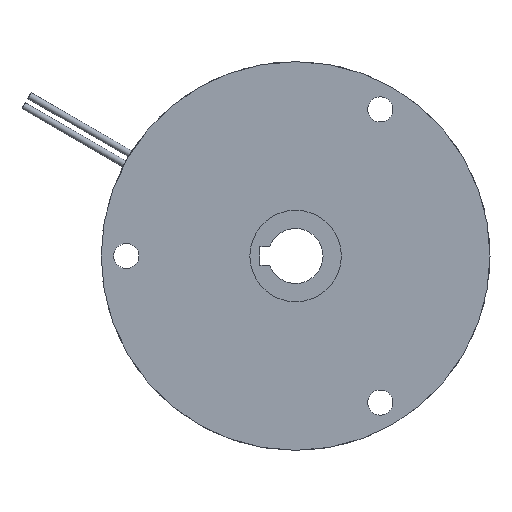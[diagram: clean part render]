
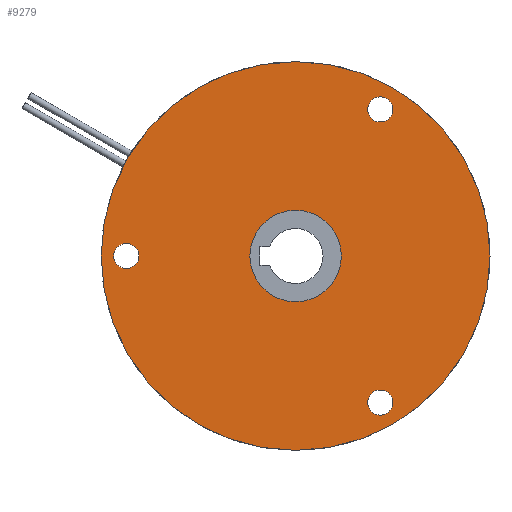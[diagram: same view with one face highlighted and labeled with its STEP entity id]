
A CAD part, left-side view. The second image highlights one B-rep face of the part: STEP entity #9279.
In plain terms, the highlighted planar face has unit normal (-1, 0, 0).
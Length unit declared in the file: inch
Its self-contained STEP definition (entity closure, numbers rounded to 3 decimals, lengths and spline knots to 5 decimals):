
#263 = CIRCLE ( 'NONE', #622, 0.10827 ) ;
#457 = DIRECTION ( 'NONE',  ( -1., 0., 0. ) ) ;
#622 = AXIS2_PLACEMENT_3D ( 'NONE', #1113, #14913, #4216 ) ;
#1113 = CARTESIAN_POINT ( 'NONE',  ( 0., -0.72835, -1.26153 ) ) ;
#2009 = CIRCLE ( 'NONE', #6711, 0.10827 ) ;
#2522 = ORIENTED_EDGE ( 'NONE', *, *, #15936, .T. ) ;
#2598 = CIRCLE ( 'NONE', #14969, 0.3937 ) ;
#2687 = VERTEX_POINT ( 'NONE', #7831 ) ;
#2790 = CARTESIAN_POINT ( 'NONE',  ( 0., 0., -1.67323 ) ) ;
#3468 = DIRECTION ( 'NONE',  ( -1., 0., 0. ) ) ;
#4006 = VERTEX_POINT ( 'NONE', #13294 ) ;
#4016 = CARTESIAN_POINT ( 'NONE',  ( 0., -0.72835, 1.15327 ) ) ;
#4216 = DIRECTION ( 'NONE',  ( 0., -0.866, 0.5 ) ) ;
#4349 = ORIENTED_EDGE ( 'NONE', *, *, #14055, .T. ) ;
#4402 = CARTESIAN_POINT ( 'NONE',  ( 0., 0., 0. ) ) ;
#4410 = CARTESIAN_POINT ( 'NONE',  ( 0., -0.72835, 1.26153 ) ) ;
#4435 = DIRECTION ( 'NONE',  ( 1., 0., 0. ) ) ;
#4619 = DIRECTION ( 'NONE',  ( 1., 0., 0. ) ) ;
#4771 = AXIS2_PLACEMENT_3D ( 'NONE', #18636, #3468, #10417 ) ;
#4781 = PLANE ( 'NONE',  #14760 ) ;
#5028 = DIRECTION ( 'NONE',  ( 1., 0., 0. ) ) ;
#5215 = FACE_BOUND ( 'NONE', #10105, .T. ) ;
#5384 = CIRCLE ( 'NONE', #6116, 0.10827 ) ;
#5474 = AXIS2_PLACEMENT_3D ( 'NONE', #13059, #4619, #18072 ) ;
#5656 = EDGE_CURVE ( 'NONE', #2687, #21330, #16042, .T. ) ;
#5727 = EDGE_CURVE ( 'NONE', #7090, #5787, #17859, .T. ) ;
#5787 = VERTEX_POINT ( 'NONE', #2790 ) ;
#5835 = EDGE_CURVE ( 'NONE', #11205, #4006, #16059, .T. ) ;
#6116 = AXIS2_PLACEMENT_3D ( 'NONE', #20050, #4435, #13194 ) ;
#6188 = EDGE_CURVE ( 'NONE', #4006, #11205, #2598, .T. ) ;
#6402 = DIRECTION ( 'NONE',  ( 0., 0., 1. ) ) ;
#6711 = AXIS2_PLACEMENT_3D ( 'NONE', #15508, #5028, #13671 ) ;
#6868 = DIRECTION ( 'NONE',  ( 1., 0., 0. ) ) ;
#7090 = VERTEX_POINT ( 'NONE', #11443 ) ;
#7218 = CARTESIAN_POINT ( 'NONE',  ( 0., 1.45669, 0.10827 ) ) ;
#7298 = CARTESIAN_POINT ( 'NONE',  ( 0., 0., 0.3937 ) ) ;
#7831 = CARTESIAN_POINT ( 'NONE',  ( 0., -0.72835, -1.15327 ) ) ;
#8141 = DIRECTION ( 'NONE',  ( -1., 0., 0. ) ) ;
#8302 = FACE_BOUND ( 'NONE', #14772, .T. ) ;
#8597 = CIRCLE ( 'NONE', #21697, 0.10827 ) ;
#8894 = EDGE_CURVE ( 'NONE', #11144, #17394, #2009, .T. ) ;
#9279 = ADVANCED_FACE ( 'NONE', ( #22217, #5215, #8302, #13646, #11732 ), #4781, .F. ) ;
#9635 = DIRECTION ( 'NONE',  ( 0., 0., 1. ) ) ;
#9643 = DIRECTION ( 'NONE',  ( 1., 0., 0. ) ) ;
#10013 = DIRECTION ( 'NONE',  ( 0., 0., -1. ) ) ;
#10023 = CIRCLE ( 'NONE', #10738, 1.67323 ) ;
#10105 = EDGE_LOOP ( 'NONE', ( #10140, #19943 ) ) ;
#10140 = ORIENTED_EDGE ( 'NONE', *, *, #8894, .T. ) ;
#10242 = DIRECTION ( 'NONE',  ( 1., 0., 0. ) ) ;
#10417 = DIRECTION ( 'NONE',  ( 0., 0., 1. ) ) ;
#10474 = EDGE_CURVE ( 'NONE', #21330, #2687, #263, .T. ) ;
#10559 = EDGE_LOOP ( 'NONE', ( #19879, #22353 ) ) ;
#10738 = AXIS2_PLACEMENT_3D ( 'NONE', #12440, #457, #17799 ) ;
#11144 = VERTEX_POINT ( 'NONE', #4016 ) ;
#11205 = VERTEX_POINT ( 'NONE', #7298 ) ;
#11239 = ORIENTED_EDGE ( 'NONE', *, *, #5727, .T. ) ;
#11443 = CARTESIAN_POINT ( 'NONE',  ( 0., 0., 1.67323 ) ) ;
#11732 = FACE_OUTER_BOUND ( 'NONE', #12227, .T. ) ;
#12005 = CARTESIAN_POINT ( 'NONE',  ( 0., 0., 0. ) ) ;
#12136 = EDGE_CURVE ( 'NONE', #17394, #11144, #19980, .T. ) ;
#12170 = CARTESIAN_POINT ( 'NONE',  ( 0., 1.67323, 0. ) ) ;
#12227 = EDGE_LOOP ( 'NONE', ( #11239, #2522 ) ) ;
#12440 = CARTESIAN_POINT ( 'NONE',  ( 0., 0., 0. ) ) ;
#13059 = CARTESIAN_POINT ( 'NONE',  ( 0., -0.72835, -1.26153 ) ) ;
#13194 = DIRECTION ( 'NONE',  ( 0., 0., -1. ) ) ;
#13294 = CARTESIAN_POINT ( 'NONE',  ( 0., 0., -0.3937 ) ) ;
#13646 = FACE_BOUND ( 'NONE', #16241, .T. ) ;
#13671 = DIRECTION ( 'NONE',  ( 0., 0.866, 0.5 ) ) ;
#13708 = DIRECTION ( 'NONE',  ( 0., 0., -1. ) ) ;
#14034 = ORIENTED_EDGE ( 'NONE', *, *, #5835, .F. ) ;
#14055 = EDGE_CURVE ( 'NONE', #18513, #16999, #8597, .T. ) ;
#14760 = AXIS2_PLACEMENT_3D ( 'NONE', #12170, #10242, #10013 ) ;
#14772 = EDGE_LOOP ( 'NONE', ( #18360, #4349 ) ) ;
#14913 = DIRECTION ( 'NONE',  ( 1., 0., 0. ) ) ;
#14969 = AXIS2_PLACEMENT_3D ( 'NONE', #12005, #20647, #6402 ) ;
#15508 = CARTESIAN_POINT ( 'NONE',  ( 0., -0.72835, 1.26153 ) ) ;
#15936 = EDGE_CURVE ( 'NONE', #5787, #7090, #10023, .T. ) ;
#16042 = CIRCLE ( 'NONE', #5474, 0.10827 ) ;
#16059 = CIRCLE ( 'NONE', #4771, 0.3937 ) ;
#16241 = EDGE_LOOP ( 'NONE', ( #14034, #16940 ) ) ;
#16340 = AXIS2_PLACEMENT_3D ( 'NONE', #4410, #9643, #21841 ) ;
#16940 = ORIENTED_EDGE ( 'NONE', *, *, #6188, .F. ) ;
#16986 = CARTESIAN_POINT ( 'NONE',  ( 0., -0.72835, 1.3698 ) ) ;
#16999 = VERTEX_POINT ( 'NONE', #21915 ) ;
#17394 = VERTEX_POINT ( 'NONE', #16986 ) ;
#17799 = DIRECTION ( 'NONE',  ( 0., 0., 1. ) ) ;
#17830 = EDGE_CURVE ( 'NONE', #16999, #18513, #5384, .T. ) ;
#17859 = CIRCLE ( 'NONE', #18225, 1.67323 ) ;
#18072 = DIRECTION ( 'NONE',  ( 0., -0.866, 0.5 ) ) ;
#18225 = AXIS2_PLACEMENT_3D ( 'NONE', #4402, #8141, #9635 ) ;
#18360 = ORIENTED_EDGE ( 'NONE', *, *, #17830, .T. ) ;
#18513 = VERTEX_POINT ( 'NONE', #7218 ) ;
#18636 = CARTESIAN_POINT ( 'NONE',  ( 0., 0., 0. ) ) ;
#19879 = ORIENTED_EDGE ( 'NONE', *, *, #10474, .T. ) ;
#19932 = CARTESIAN_POINT ( 'NONE',  ( 0., -0.72835, -1.3698 ) ) ;
#19943 = ORIENTED_EDGE ( 'NONE', *, *, #12136, .T. ) ;
#19980 = CIRCLE ( 'NONE', #16340, 0.10827 ) ;
#20050 = CARTESIAN_POINT ( 'NONE',  ( 0., 1.45669, 0. ) ) ;
#20332 = CARTESIAN_POINT ( 'NONE',  ( 0., 1.45669, 0. ) ) ;
#20647 = DIRECTION ( 'NONE',  ( -1., 0., 0. ) ) ;
#21330 = VERTEX_POINT ( 'NONE', #19932 ) ;
#21697 = AXIS2_PLACEMENT_3D ( 'NONE', #20332, #6868, #13708 ) ;
#21841 = DIRECTION ( 'NONE',  ( 0., 0.866, 0.5 ) ) ;
#21915 = CARTESIAN_POINT ( 'NONE',  ( 0., 1.45669, -0.10827 ) ) ;
#22217 = FACE_BOUND ( 'NONE', #10559, .T. ) ;
#22353 = ORIENTED_EDGE ( 'NONE', *, *, #5656, .T. ) ;
